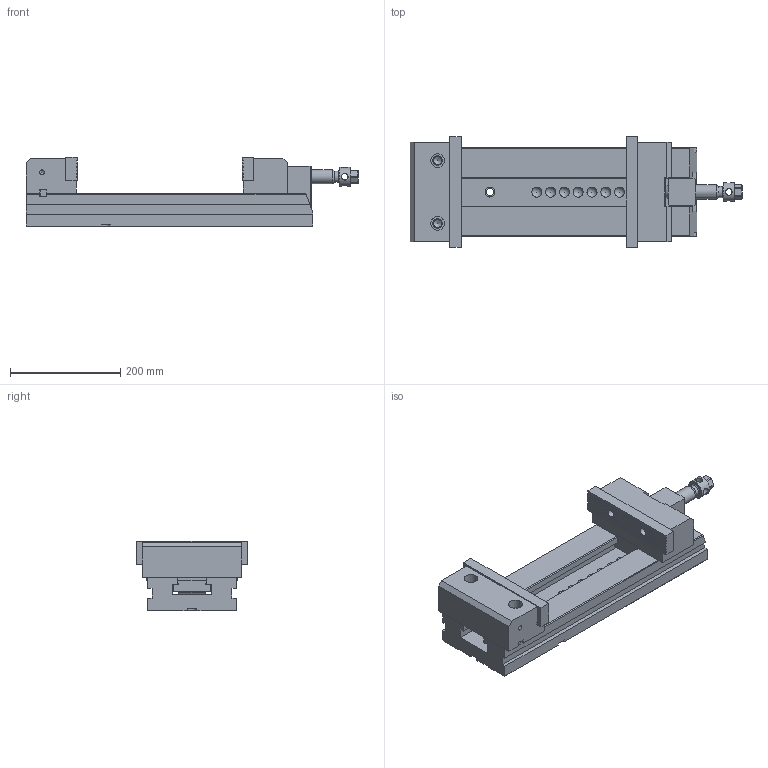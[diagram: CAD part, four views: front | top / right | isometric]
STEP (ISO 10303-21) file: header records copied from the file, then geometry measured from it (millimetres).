
FILE_DESCRIPTION(/* description */ (''),/* implementation_level */ '2;1');
FILE_NAME(/* name */ '29_200GL_Mordaza.stp',/* time_stamp */ '2013-07-15T07:33:06+02:00',/* author */ (''),/* organization */ (''),/* preprocessor_version */ 'ST-DEVELOPER v11',/* originating_system */ 'SIEMENS PLM Software NX 7.5',/* authorisation */ '');
FILE_SCHEMA (('AUTOMOTIVE_DESIGN { 1 0 10303 214 1 1 1 1 }'));
Length unit declared in the file: millimetre
Products named in the file (1): 29_200GL_Mordaza
Bounding box: 602 x 200 x 126.7 mm (x, y, z)
Volume: 5994309.7 mm3; surface area: 610302.6 mm2
Topology: 12 solids, 12 shells, 430 faces, 1176 edges, 779 vertices
Faces by surface type: plane 286, cylinder 88, cone 33, sphere 14, torus 9
Full cylindrical faces by diameter (mm): 4.351 x1, 5.188 x5, 6.985 x4, 8.4 x4, 8.782 x2, 10.579 x3, 12 x4, 12.376 x2, 13 x5, 14 x4, 14.376 x2, 15 x2, 16 x2, 16.5 x1, 17 x2, 18 x2, 19 x3, 20 x3, 21.25 x1, 22 x2, 25 x2, 26 x1, 30 x2, 33.8 x1, 34 x3
Entity records: 15826 total; most frequent: CARTESIAN_POINT 2516, DIRECTION 2035, ORIENTED_EDGE 1974, EDGE_CURVE 987, LINE 721, VECTOR 721, VERTEX_POINT 718, AXIS2_PLACEMENT_3D 657
